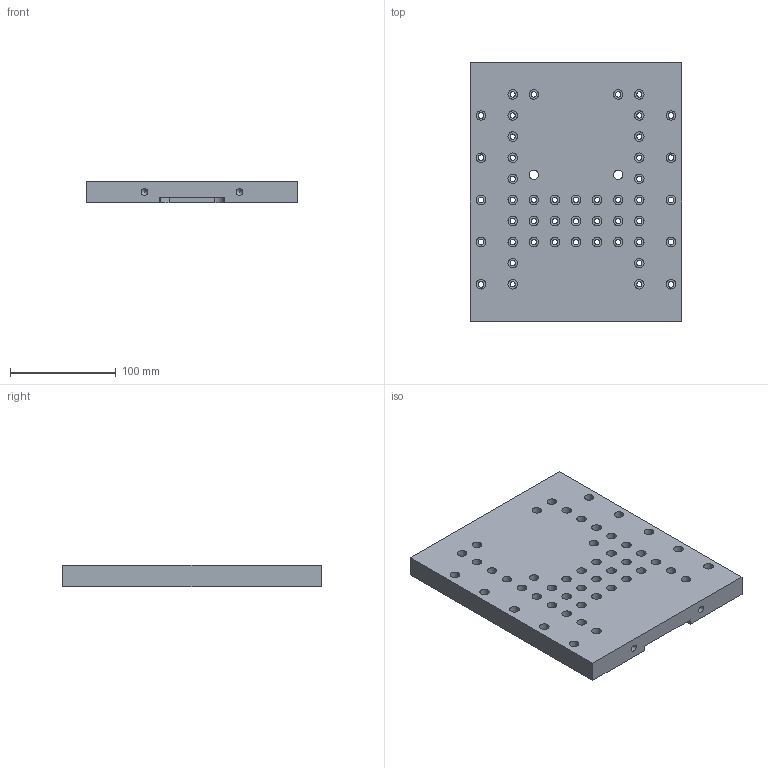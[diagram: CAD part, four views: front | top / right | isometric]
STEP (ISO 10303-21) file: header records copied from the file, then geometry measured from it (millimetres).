
FILE_DESCRIPTION(('FreeCAD Model'),'2;1');
FILE_NAME('Open CASCADE Shape Model','2025-02-27T20:44:40',(''),(''), 'Open CASCADE STEP processor 7.8','FreeCAD','Unknown');
FILE_SCHEMA(('AUTOMOTIVE_DESIGN { 1 0 10303 214 1 1 1 1 }'));
Length unit declared in the file: millimetre
Products named in the file (1): MoldBack
Bounding box: 200 x 245 x 20 mm (x, y, z)
Volume: 888785.4 mm3; surface area: 139646.7 mm2
Topology: 1 solids, 1 shells, 171 faces, 356 edges, 235 vertices
Faces by surface type: cylinder 106, plane 58, cone 7
Full cylindrical faces by diameter (mm): 5 x37, 5.5 x10, 6.4 x7, 9 x49, 85 x1
Entity records: 9548 total; most frequent: CARTESIAN_POINT 1814, DIRECTION 1543, ORIENTED_EDGE 698, PCURVE 698, DEFINITIONAL_REPRESENTATION 698, LINE 630, VECTOR 630, AXIS2_PLACEMENT_3D 384
